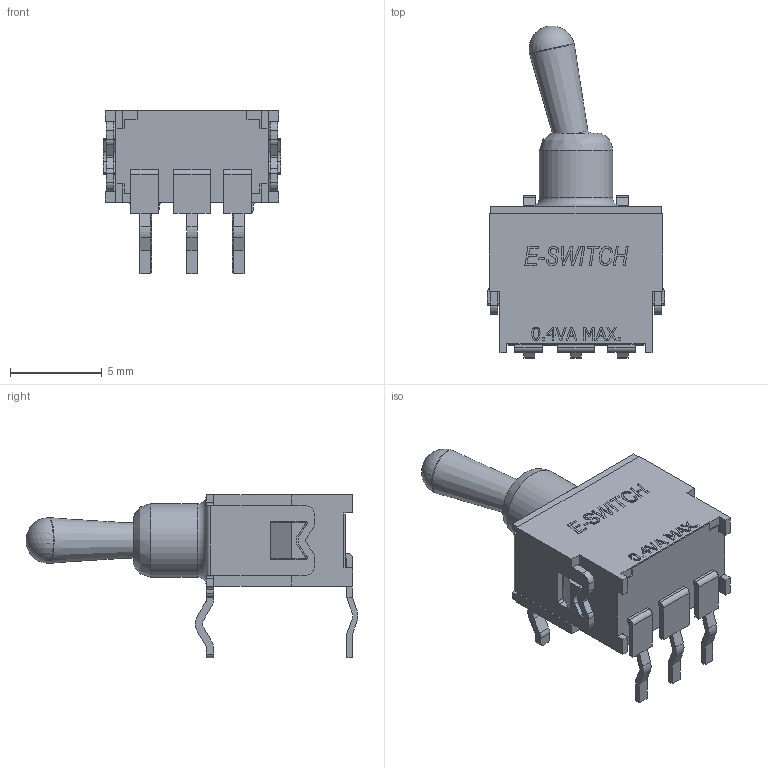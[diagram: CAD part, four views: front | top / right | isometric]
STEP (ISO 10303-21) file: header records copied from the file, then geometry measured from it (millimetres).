
FILE_DESCRIPTION(/* description */ (''),/* implementation_level */ '2;1');
FILE_NAME(/* name */ '200RSPxT1B1M6x.stp',/* time_stamp */ '2025-05-01T11:25:34-05:00',/* author */ ('mroman'),/* organization */ (''),/* preprocessor_version */ 'ST-DEVELOPER v18.1',/* originating_system */ 'Autodesk Inventor 2022',/* authorisation */ '');
FILE_SCHEMA (('AP203_CONFIGURATION_CONTROLLED_3D_DESIGN_OF_MECHANICAL_PARTS_AND_ASSEMBLIES_MIM_LF { 1 0 10303 203 3 1 4 }','AUTOMOTIVE_DESIGN { 1 0 10303 214 3 1 1 }','TECHNICAL_DATA_PACKAGING'));
Length unit declared in the file: inch
Products named in the file (1): 200RSPxT1B1M6x
Bounding box: 9.7 x 18.12 x 8.92 mm (x, y, z)
Volume: 369.6 mm3; surface area: 704.7 mm2
Topology: 2 solids, 2 shells, 513 faces, 1420 edges, 929 vertices
Faces by surface type: plane 379, cylinder 81, bspline 45, torus 4, sphere 3, cone 1
Full cylindrical faces by diameter (mm): 2.65 x1, 3.2 x1, 4 x1
Entity records: 16440 total; most frequent: CARTESIAN_POINT 3417, ORIENTED_EDGE 2834, DIRECTION 2453, EDGE_CURVE 1417, LINE 1135, VECTOR 1135, VERTEX_POINT 931, AXIS2_PLACEMENT_3D 659
